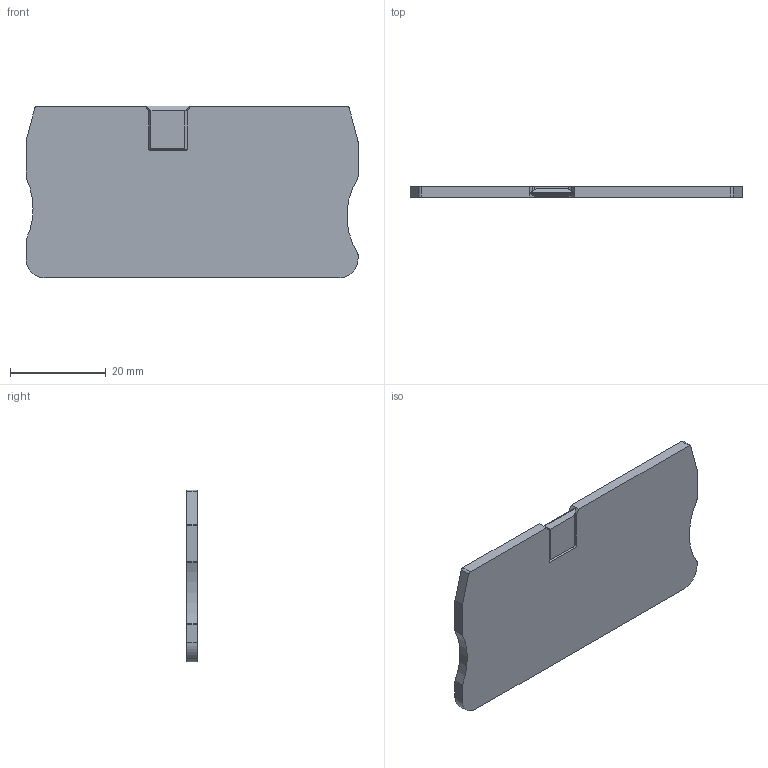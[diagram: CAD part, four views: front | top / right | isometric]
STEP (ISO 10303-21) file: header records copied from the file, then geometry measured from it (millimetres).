
FILE_DESCRIPTION( ('This file contains a STEP AP42 implementation' ,'as created by ZW3D STEP Interface translator.') ,'2;1' );
FILE_NAME( 'D-RNS6傷啣耀倰.stp' ,'23 4 7. 92925', (''), ('ZWCAD Software Co.'), 'Version 1.0', 'ZW3D to STEP translator', '' );
FILE_SCHEMA(('AUTOMOTIVE_DESIGN { 1 0 10303 214 1 1 1 1 }'));
Length unit declared in the file: millimetre
Products named in the file (2): 0; RNS 6_錨璃67
Bounding box: 69.5 x 2.2 x 36 mm (x, y, z)
Volume: 5319.4 mm3; surface area: 5397.2 mm2
Topology: 1 solids, 1 shells, 50 faces, 132 edges, 84 vertices
Faces by surface type: plane 34, cylinder 16
Entity records: 1608 total; most frequent: CARTESIAN_POINT 291, ORIENTED_EDGE 264, DIRECTION 254, EDGE_CURVE 132, VECTOR 96, LINE 96, VERTEX_POINT 84, AXIS2_PLACEMENT_3D 79
